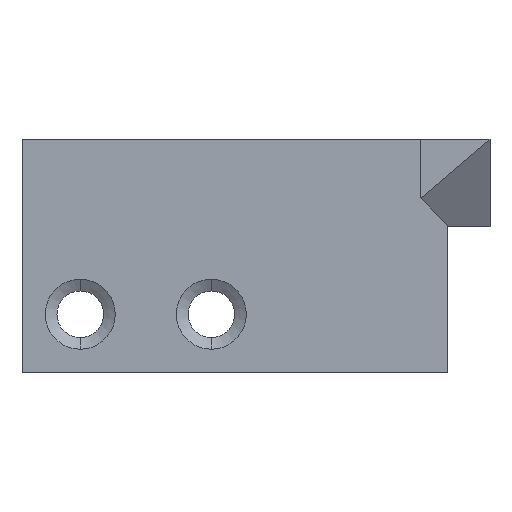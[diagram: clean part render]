
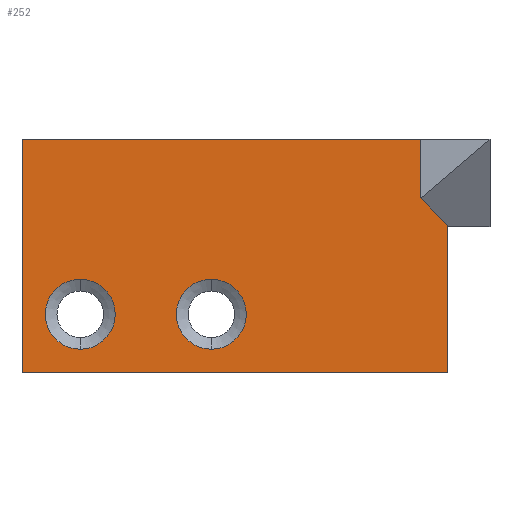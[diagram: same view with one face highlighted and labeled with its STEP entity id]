
A CAD part, front view. The second image highlights one B-rep face of the part: STEP entity #252.
In plain terms, the highlighted planar face has unit normal (0, -1, 0).
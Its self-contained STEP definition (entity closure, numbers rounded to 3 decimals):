
#31 = EDGE_CURVE ( 'NONE', #2016, #1201, #2689, .T. ) ;
#34 = EDGE_CURVE ( 'NONE', #322, #2408, #1950, .T. ) ;
#49 = CARTESIAN_POINT ( 'NONE',  ( -5.04, -1.165, -4.2 ) ) ;
#74 = FACE_OUTER_BOUND ( 'NONE', #2249, .T. ) ;
#102 = CIRCLE ( 'NONE', #2262, 1.2 ) ;
#104 = VERTEX_POINT ( 'NONE', #282 ) ;
#136 = VERTEX_POINT ( 'NONE', #3057 ) ;
#193 = EDGE_CURVE ( 'NONE', #136, #560, #1100, .T. ) ;
#251 = LINE ( 'NONE', #1270, #1758 ) ;
#252 = ADVANCED_FACE ( 'NONE', ( #3102, #2108, #74 ), #648, .F. ) ;
#282 = CARTESIAN_POINT ( 'NONE',  ( 7.581, -1.165, -5. ) ) ;
#294 = ORIENTED_EDGE ( 'NONE', *, *, #1137, .F. ) ;
#298 = DIRECTION ( 'NONE',  ( 0., 0., -1. ) ) ;
#322 = VERTEX_POINT ( 'NONE', #1228 ) ;
#433 = DIRECTION ( 'NONE',  ( 1., 0., 0. ) ) ;
#442 = ORIENTED_EDGE ( 'NONE', *, *, #31, .F. ) ;
#479 = VERTEX_POINT ( 'NONE', #1956 ) ;
#530 = AXIS2_PLACEMENT_3D ( 'NONE', #1495, #1216, #1251 ) ;
#560 = VERTEX_POINT ( 'NONE', #49 ) ;
#581 = DIRECTION ( 'NONE',  ( 0., 0., 1. ) ) ;
#594 = DIRECTION ( 'NONE',  ( 0., -1., 0. ) ) ;
#596 = ORIENTED_EDGE ( 'NONE', *, *, #1035, .T. ) ;
#599 = CARTESIAN_POINT ( 'NONE',  ( 3.039, -1.165, 3. ) ) ;
#618 = LINE ( 'NONE', #1353, #3064 ) ;
#630 = DIRECTION ( 'NONE',  ( 0., 0., -1. ) ) ;
#648 = PLANE ( 'NONE',  #3178 ) ;
#698 = EDGE_CURVE ( 'NONE', #104, #2880, #869, .T. ) ;
#833 = VECTOR ( 'NONE', #298, 1000. ) ;
#862 = DIRECTION ( 'NONE',  ( 0., 1., 0. ) ) ;
#869 = LINE ( 'NONE', #1156, #1027 ) ;
#962 = ORIENTED_EDGE ( 'NONE', *, *, #698, .T. ) ;
#1027 = VECTOR ( 'NONE', #2623, 1000. ) ;
#1035 = EDGE_CURVE ( 'NONE', #2880, #479, #2367, .T. ) ;
#1100 = CIRCLE ( 'NONE', #2597, 1.2 ) ;
#1101 = DIRECTION ( 'NONE',  ( -0.707, 0., 0.707 ) ) ;
#1137 = EDGE_CURVE ( 'NONE', #2408, #322, #1590, .T. ) ;
#1156 = CARTESIAN_POINT ( 'NONE',  ( 7.581, -1.165, -5. ) ) ;
#1201 = VERTEX_POINT ( 'NONE', #1652 ) ;
#1216 = DIRECTION ( 'NONE',  ( 0., -1., 0. ) ) ;
#1228 = CARTESIAN_POINT ( 'NONE',  ( -0.54, -1.165, -1.8 ) ) ;
#1251 = DIRECTION ( 'NONE',  ( 0., 0., -1. ) ) ;
#1270 = CARTESIAN_POINT ( 'NONE',  ( 7.581, -1.165, -5. ) ) ;
#1301 = CARTESIAN_POINT ( 'NONE',  ( 7.581, -1.165, 0.047 ) ) ;
#1306 = CARTESIAN_POINT ( 'NONE',  ( -0.54, -1.165, -4.2 ) ) ;
#1330 = CARTESIAN_POINT ( 'NONE',  ( 6.628, -1.165, 3. ) ) ;
#1353 = CARTESIAN_POINT ( 'NONE',  ( -7.04, -1.165, -5. ) ) ;
#1378 = ORIENTED_EDGE ( 'NONE', *, *, #193, .F. ) ;
#1383 = CARTESIAN_POINT ( 'NONE',  ( 3.833, -1.165, 3.795 ) ) ;
#1495 = CARTESIAN_POINT ( 'NONE',  ( -0.54, -1.165, -3. ) ) ;
#1520 = EDGE_CURVE ( 'NONE', #560, #136, #102, .T. ) ;
#1590 = CIRCLE ( 'NONE', #2008, 1.2 ) ;
#1600 = ORIENTED_EDGE ( 'NONE', *, *, #1821, .T. ) ;
#1608 = DIRECTION ( 'NONE',  ( 0., 0., -1. ) ) ;
#1612 = CARTESIAN_POINT ( 'NONE',  ( -7.04, -1.165, -5. ) ) ;
#1652 = CARTESIAN_POINT ( 'NONE',  ( 6.628, -1.165, 3. ) ) ;
#1735 = CARTESIAN_POINT ( 'NONE',  ( 6.628, -1.165, 3. ) ) ;
#1758 = VECTOR ( 'NONE', #1769, 1000. ) ;
#1769 = DIRECTION ( 'NONE',  ( -1., 0., 0. ) ) ;
#1821 = EDGE_CURVE ( 'NONE', #2016, #2990, #618, .T. ) ;
#1848 = CARTESIAN_POINT ( 'NONE',  ( -5.04, -1.165, -3. ) ) ;
#1852 = VECTOR ( 'NONE', #1101, 1000. ) ;
#1855 = EDGE_LOOP ( 'NONE', ( #2168, #1378 ) ) ;
#1950 = CIRCLE ( 'NONE', #530, 1.2 ) ;
#1956 = CARTESIAN_POINT ( 'NONE',  ( 6.628, -1.165, 1. ) ) ;
#2008 = AXIS2_PLACEMENT_3D ( 'NONE', #2585, #3059, #1608 ) ;
#2016 = VERTEX_POINT ( 'NONE', #2162 ) ;
#2074 = EDGE_CURVE ( 'NONE', #104, #2990, #251, .T. ) ;
#2108 = FACE_BOUND ( 'NONE', #2695, .T. ) ;
#2140 = CARTESIAN_POINT ( 'NONE',  ( -5.04, -1.165, -3. ) ) ;
#2162 = CARTESIAN_POINT ( 'NONE',  ( -7.04, -1.165, 3. ) ) ;
#2168 = ORIENTED_EDGE ( 'NONE', *, *, #1520, .F. ) ;
#2249 = EDGE_LOOP ( 'NONE', ( #3175, #442, #1600, #3073, #962, #596 ) ) ;
#2262 = AXIS2_PLACEMENT_3D ( 'NONE', #1848, #594, #2592 ) ;
#2367 = LINE ( 'NONE', #1383, #1852 ) ;
#2408 = VERTEX_POINT ( 'NONE', #1306 ) ;
#2466 = VECTOR ( 'NONE', #433, 1000. ) ;
#2583 = DIRECTION ( 'NONE',  ( 0., -1., 0. ) ) ;
#2585 = CARTESIAN_POINT ( 'NONE',  ( -0.54, -1.165, -3. ) ) ;
#2592 = DIRECTION ( 'NONE',  ( 0., 0., -1. ) ) ;
#2597 = AXIS2_PLACEMENT_3D ( 'NONE', #2140, #2583, #630 ) ;
#2617 = ORIENTED_EDGE ( 'NONE', *, *, #34, .F. ) ;
#2623 = DIRECTION ( 'NONE',  ( 0., 0., 1. ) ) ;
#2640 = DIRECTION ( 'NONE',  ( 0., 0., -1. ) ) ;
#2689 = LINE ( 'NONE', #1735, #2466 ) ;
#2695 = EDGE_LOOP ( 'NONE', ( #294, #2617 ) ) ;
#2827 = LINE ( 'NONE', #1330, #833 ) ;
#2855 = EDGE_CURVE ( 'NONE', #1201, #479, #2827, .T. ) ;
#2880 = VERTEX_POINT ( 'NONE', #1301 ) ;
#2990 = VERTEX_POINT ( 'NONE', #1612 ) ;
#3057 = CARTESIAN_POINT ( 'NONE',  ( -5.04, -1.165, -1.8 ) ) ;
#3059 = DIRECTION ( 'NONE',  ( 0., -1., 0. ) ) ;
#3064 = VECTOR ( 'NONE', #2640, 1000. ) ;
#3073 = ORIENTED_EDGE ( 'NONE', *, *, #2074, .F. ) ;
#3102 = FACE_BOUND ( 'NONE', #1855, .T. ) ;
#3175 = ORIENTED_EDGE ( 'NONE', *, *, #2855, .F. ) ;
#3178 = AXIS2_PLACEMENT_3D ( 'NONE', #599, #862, #581 ) ;
